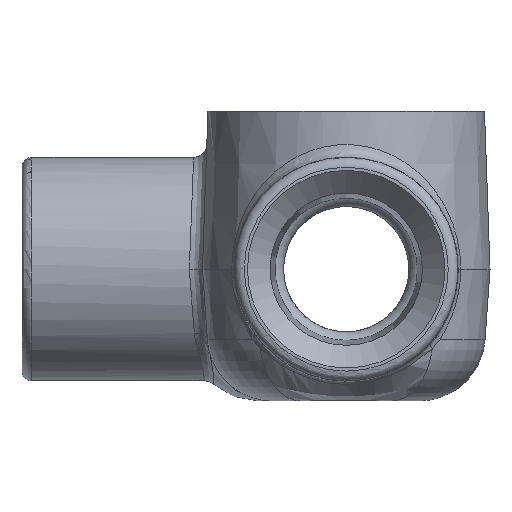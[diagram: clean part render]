
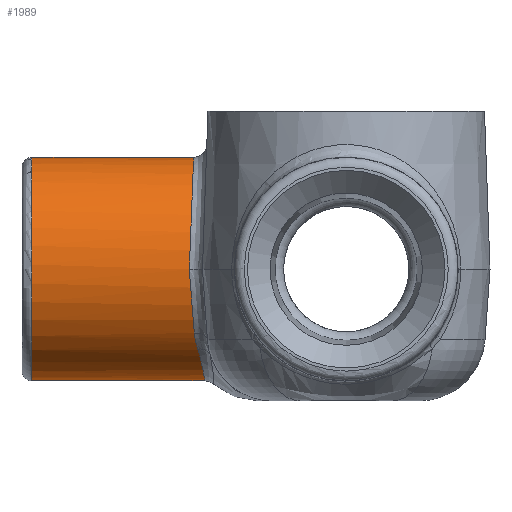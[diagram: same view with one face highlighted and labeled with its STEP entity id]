
A CAD part, left-side view. The second image highlights one B-rep face of the part: STEP entity #1989.
In plain terms, the highlighted cylindrical face has radius 13.487 mm (diameter 26.975 mm), a full revolution.
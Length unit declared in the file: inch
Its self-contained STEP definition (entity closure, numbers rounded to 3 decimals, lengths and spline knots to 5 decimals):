
#52=CYLINDRICAL_SURFACE('',#2205,0.531);
#74=ELLIPSE('',#2207,0.53262,0.531);
#75=ELLIPSE('',#2208,0.53262,0.531);
#76=ELLIPSE('',#2209,0.5314,0.531);
#139=FACE_BOUND('',#332,.T.);
#191=FACE_OUTER_BOUND('',#331,.T.);
#331=EDGE_LOOP('',(#1527));
#332=EDGE_LOOP('',(#1528,#1529,#1530,#1531,#1532,#1533));
#515=CIRCLE('',#2206,0.531);
#826=B_SPLINE_CURVE_WITH_KNOTS('',3,(#4599,#4600,#4601,#4602,#4603,#4604,
#4605),.UNSPECIFIED.,.F.,.F.,(4,3,4),(0.,0.84646,1.),
 .UNSPECIFIED.);
#827=B_SPLINE_CURVE_WITH_KNOTS('',3,(#4607,#4608,#4609,#4610,#4611,#4612,
#4613,#4614,#4615,#4616,#4617,#4618,#4619,#4620,#4621,#4622,#4623,#4624,
#4625,#4626,#4627,#4628,#4629,#4630,#4631,#4632,#4633,#4634,#4635,#4636,
#4637,#4638,#4639,#4640,#4641,#4642,#4643,#4644,#4645,#4646,#4647,#4648,
#4649,#4650,#4651,#4652,#4653,#4654,#4655,#4656,#4657,#4658,#4659,#4660,
#4661,#4662,#4663,#4664),.UNSPECIFIED.,.F.,.F.,(4,3,3,3,3,3,3,3,3,3,3,3,
3,3,3,3,3,3,3,4),(0.,0.0625,0.125,0.1749,0.1875,0.25,0.33014,
0.375,0.45113,0.5,0.5625,0.61182,0.625,0.70213,
0.75,0.80026,0.8125,0.875,0.9375,1.),
 .UNSPECIFIED.);
#828=B_SPLINE_CURVE_WITH_KNOTS('',3,(#4666,#4667,#4668,#4669,#4670,#4671,
#4672),.UNSPECIFIED.,.F.,.F.,(4,3,4),(0.,0.84646,1.),
 .UNSPECIFIED.);
#976=VERTEX_POINT('',#4593);
#977=VERTEX_POINT('',#4595);
#978=VERTEX_POINT('',#4596);
#979=VERTEX_POINT('',#4598);
#980=VERTEX_POINT('',#4606);
#981=VERTEX_POINT('',#4665);
#982=VERTEX_POINT('',#4673);
#1194=EDGE_CURVE('',#976,#976,#515,.F.);
#1195=EDGE_CURVE('',#977,#978,#74,.F.);
#1196=EDGE_CURVE('',#978,#979,#826,.T.);
#1197=EDGE_CURVE('',#979,#980,#827,.T.);
#1198=EDGE_CURVE('',#980,#981,#828,.T.);
#1199=EDGE_CURVE('',#981,#982,#75,.F.);
#1200=EDGE_CURVE('',#982,#977,#76,.T.);
#1527=ORIENTED_EDGE('',*,*,#1194,.T.);
#1528=ORIENTED_EDGE('',*,*,#1195,.T.);
#1529=ORIENTED_EDGE('',*,*,#1196,.T.);
#1530=ORIENTED_EDGE('',*,*,#1197,.T.);
#1531=ORIENTED_EDGE('',*,*,#1198,.T.);
#1532=ORIENTED_EDGE('',*,*,#1199,.T.);
#1533=ORIENTED_EDGE('',*,*,#1200,.T.);
#1989=ADVANCED_FACE('',(#191,#139),#52,.T.);
#2205=AXIS2_PLACEMENT_3D('',#4592,#2614,#2615);
#2206=AXIS2_PLACEMENT_3D('',#4594,#2616,#2617);
#2207=AXIS2_PLACEMENT_3D('',#4597,#2618,#2619);
#2208=AXIS2_PLACEMENT_3D('',#4674,#2620,#2621);
#2209=AXIS2_PLACEMENT_3D('',#4675,#2622,#2623);
#2614=DIRECTION('center_axis',(0.,-1.,0.));
#2615=DIRECTION('ref_axis',(0.,0.,-1.));
#2616=DIRECTION('center_axis',(0.,1.,0.));
#2617=DIRECTION('ref_axis',(0.,0.,1.));
#2618=DIRECTION('center_axis',(0.,-0.997,
0.078));
#2619=DIRECTION('ref_axis',(0.,-0.078,-0.997));
#2620=DIRECTION('center_axis',(0.,-0.997,
0.078));
#2621=DIRECTION('ref_axis',(0.,-0.078,-0.997));
#2622=DIRECTION('center_axis',(0.,0.999,
0.039));
#2623=DIRECTION('ref_axis',(0.,-0.039,0.999));
#4592=CARTESIAN_POINT('Origin',(1.9375,0.88275,-0.75));
#4593=CARTESIAN_POINT('',(1.9375,0.83575,-0.219));
#4594=CARTESIAN_POINT('Origin',(1.9375,0.83575,-0.75));
#4595=CARTESIAN_POINT('',(2.4685,0.08877,-0.75098));
#4596=CARTESIAN_POINT('',(2.37357,0.06516,-1.053));
#4597=CARTESIAN_POINT('Origin',(1.9375,0.08884,-0.75));
#4598=CARTESIAN_POINT('',(2.30661,0.04828,-1.13173));
#4599=CARTESIAN_POINT('Ctrl Pts',(2.37357,0.06516,-1.053));
#4600=CARTESIAN_POINT('Ctrl Pts',(2.35658,0.06325,-1.07744));
#4601=CARTESIAN_POINT('Ctrl Pts',(2.33797,0.05855,-1.09991));
#4602=CARTESIAN_POINT('Ctrl Pts',(2.31776,0.05201,-1.12062));
#4603=CARTESIAN_POINT('Ctrl Pts',(2.3141,0.05083,-1.12438));
#4604=CARTESIAN_POINT('Ctrl Pts',(2.31038,0.04958,-1.12808));
#4605=CARTESIAN_POINT('Ctrl Pts',(2.30661,0.04828,-1.13173));
#4606=CARTESIAN_POINT('',(1.56839,0.04828,-1.13173));
#4607=CARTESIAN_POINT('Ctrl Pts',(2.30661,0.04828,-1.13173));
#4608=CARTESIAN_POINT('Ctrl Pts',(2.29456,0.04411,-1.14339));
#4609=CARTESIAN_POINT('Ctrl Pts',(2.2819,0.04095,-1.15452));
#4610=CARTESIAN_POINT('Ctrl Pts',(2.26871,0.03816,-1.16505));
#4611=CARTESIAN_POINT('Ctrl Pts',(2.25551,0.03538,-1.17557));
#4612=CARTESIAN_POINT('Ctrl Pts',(2.24178,0.03302,-1.1855));
#4613=CARTESIAN_POINT('Ctrl Pts',(2.22752,0.03092,-1.1948));
#4614=CARTESIAN_POINT('Ctrl Pts',(2.21614,0.02924,-1.20222));
#4615=CARTESIAN_POINT('Ctrl Pts',(2.20438,0.02773,-1.20926));
#4616=CARTESIAN_POINT('Ctrl Pts',(2.19241,0.02637,-1.21581));
#4617=CARTESIAN_POINT('Ctrl Pts',(2.18938,0.02602,-1.21747));
#4618=CARTESIAN_POINT('Ctrl Pts',(2.18635,0.02569,-1.21909));
#4619=CARTESIAN_POINT('Ctrl Pts',(2.1833,0.02536,-1.22069));
#4620=CARTESIAN_POINT('Ctrl Pts',(2.16819,0.02375,-1.22858));
#4621=CARTESIAN_POINT('Ctrl Pts',(2.15277,0.02235,-1.2357));
#4622=CARTESIAN_POINT('Ctrl Pts',(2.13705,0.02112,-1.24208));
#4623=CARTESIAN_POINT('Ctrl Pts',(2.11691,0.01955,-1.25025));
#4624=CARTESIAN_POINT('Ctrl Pts',(2.09626,0.01826,-1.25718));
#4625=CARTESIAN_POINT('Ctrl Pts',(2.07512,0.01723,-1.26286));
#4626=CARTESIAN_POINT('Ctrl Pts',(2.06329,0.01665,-1.26603));
#4627=CARTESIAN_POINT('Ctrl Pts',(2.05131,0.01614,-1.26881));
#4628=CARTESIAN_POINT('Ctrl Pts',(2.03917,0.01572,-1.27118));
#4629=CARTESIAN_POINT('Ctrl Pts',(2.01858,0.015,-1.27519));
#4630=CARTESIAN_POINT('Ctrl Pts',(1.99794,0.0145,-1.27796));
#4631=CARTESIAN_POINT('Ctrl Pts',(1.97728,0.01423,-1.27951));
#4632=CARTESIAN_POINT('Ctrl Pts',(1.96401,0.01405,-1.2805));
#4633=CARTESIAN_POINT('Ctrl Pts',(1.95073,0.01397,-1.281));
#4634=CARTESIAN_POINT('Ctrl Pts',(1.93743,0.01397,-1.281));
#4635=CARTESIAN_POINT('Ctrl Pts',(1.92042,0.01397,-1.281));
#4636=CARTESIAN_POINT('Ctrl Pts',(1.90339,0.01411,-1.28018));
#4637=CARTESIAN_POINT('Ctrl Pts',(1.88634,0.0144,-1.27853));
#4638=CARTESIAN_POINT('Ctrl Pts',(1.87288,0.01464,-1.27723));
#4639=CARTESIAN_POINT('Ctrl Pts',(1.85938,0.01496,-1.2754));
#4640=CARTESIAN_POINT('Ctrl Pts',(1.84603,0.01538,-1.27306));
#4641=CARTESIAN_POINT('Ctrl Pts',(1.84247,0.01549,-1.27244));
#4642=CARTESIAN_POINT('Ctrl Pts',(1.83891,0.01561,-1.27178));
#4643=CARTESIAN_POINT('Ctrl Pts',(1.83538,0.01573,-1.27109));
#4644=CARTESIAN_POINT('Ctrl Pts',(1.81466,0.01647,-1.26703));
#4645=CARTESIAN_POINT('Ctrl Pts',(1.79432,0.01742,-1.26176));
#4646=CARTESIAN_POINT('Ctrl Pts',(1.77435,0.01862,-1.25532));
#4647=CARTESIAN_POINT('Ctrl Pts',(1.76196,0.01936,-1.25131));
#4648=CARTESIAN_POINT('Ctrl Pts',(1.74971,0.0202,-1.24686));
#4649=CARTESIAN_POINT('Ctrl Pts',(1.7376,0.02115,-1.24194));
#4650=CARTESIAN_POINT('Ctrl Pts',(1.72489,0.02214,-1.23677));
#4651=CARTESIAN_POINT('Ctrl Pts',(1.71229,0.02326,-1.23107));
#4652=CARTESIAN_POINT('Ctrl Pts',(1.69997,0.0245,-1.22491));
#4653=CARTESIAN_POINT('Ctrl Pts',(1.69697,0.02481,-1.22341));
#4654=CARTESIAN_POINT('Ctrl Pts',(1.69399,0.02512,-1.22189));
#4655=CARTESIAN_POINT('Ctrl Pts',(1.69103,0.02543,-1.22033));
#4656=CARTESIAN_POINT('Ctrl Pts',(1.6759,0.02706,-1.21241));
#4657=CARTESIAN_POINT('Ctrl Pts',(1.66128,0.02888,-1.20381));
#4658=CARTESIAN_POINT('Ctrl Pts',(1.64714,0.03097,-1.19458));
#4659=CARTESIAN_POINT('Ctrl Pts',(1.63301,0.03305,-1.18535));
#4660=CARTESIAN_POINT('Ctrl Pts',(1.61937,0.0354,-1.17548));
#4661=CARTESIAN_POINT('Ctrl Pts',(1.60623,0.03818,-1.16499));
#4662=CARTESIAN_POINT('Ctrl Pts',(1.59309,0.04095,-1.15451));
#4663=CARTESIAN_POINT('Ctrl Pts',(1.58045,0.04411,-1.1434));
#4664=CARTESIAN_POINT('Ctrl Pts',(1.56839,0.04828,-1.13173));
#4665=CARTESIAN_POINT('',(1.50143,0.06516,-1.053));
#4666=CARTESIAN_POINT('Ctrl Pts',(1.56839,0.04828,-1.13173));
#4667=CARTESIAN_POINT('Ctrl Pts',(1.54761,0.05545,-1.11164));
#4668=CARTESIAN_POINT('Ctrl Pts',(1.52841,0.06096,-1.08984));
#4669=CARTESIAN_POINT('Ctrl Pts',(1.51084,0.06385,-1.0661));
#4670=CARTESIAN_POINT('Ctrl Pts',(1.50765,0.06438,-1.0618));
#4671=CARTESIAN_POINT('Ctrl Pts',(1.50451,0.06482,-1.05743));
#4672=CARTESIAN_POINT('Ctrl Pts',(1.50143,0.06516,-1.053));
#4673=CARTESIAN_POINT('',(1.4065,0.08877,-0.75098));
#4674=CARTESIAN_POINT('Origin',(1.9375,0.08884,-0.75));
#4675=CARTESIAN_POINT('Origin',(1.9375,0.08873,-0.75));
